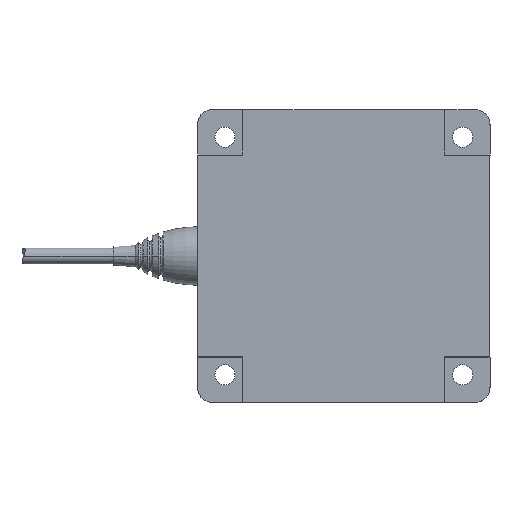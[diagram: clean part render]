
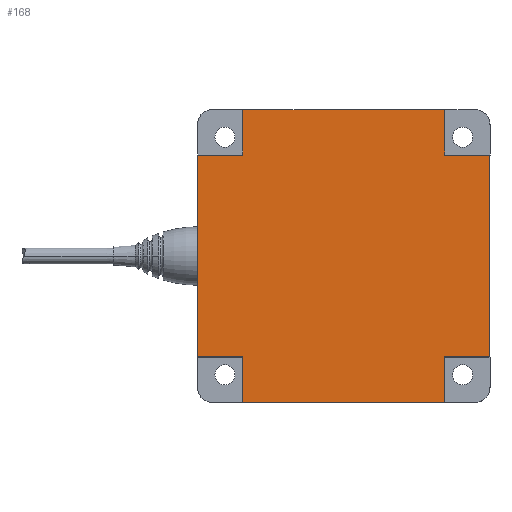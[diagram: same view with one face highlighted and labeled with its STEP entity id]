
A CAD part, front view. The second image highlights one B-rep face of the part: STEP entity #168.
In plain terms, the highlighted planar face has unit normal (0, -1, 0).
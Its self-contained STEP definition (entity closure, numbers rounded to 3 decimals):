
#168=ADVANCED_FACE('',(#439),#440,.T.);
#439=FACE_OUTER_BOUND('',#723,.T.);
#440=PLANE('',#724);
#723=EDGE_LOOP('',(#1789,#1790,#1791,#1792,#1793,#1794,#1795,#1796,#1797,#1798,#1799,#1800));
#724=AXIS2_PLACEMENT_3D('',#1801,#1802,#1803);
#1789=ORIENTED_EDGE('',*,*,#2237,.F.);
#1790=ORIENTED_EDGE('',*,*,#2248,.T.);
#1791=ORIENTED_EDGE('',*,*,#2249,.T.);
#1792=ORIENTED_EDGE('',*,*,#2049,.T.);
#1793=ORIENTED_EDGE('',*,*,#2250,.F.);
#1794=ORIENTED_EDGE('',*,*,#2251,.T.);
#1795=ORIENTED_EDGE('',*,*,#2252,.F.);
#1796=ORIENTED_EDGE('',*,*,#2253,.F.);
#1797=ORIENTED_EDGE('',*,*,#2254,.F.);
#1798=ORIENTED_EDGE('',*,*,#2223,.T.);
#1799=ORIENTED_EDGE('',*,*,#2255,.T.);
#1800=ORIENTED_EDGE('',*,*,#2246,.F.);
#1801=CARTESIAN_POINT('',(39.999,0.3,-50.0));
#1802=DIRECTION('',(0.0,-1.0,0.0));
#1803=DIRECTION('',(1.0,0.0,0.0));
#2049=EDGE_CURVE('',#2548,#2546,#2549,.T.);
#2223=EDGE_CURVE('',#2822,#2820,#2823,.T.);
#2237=EDGE_CURVE('',#2841,#2843,#2844,.T.);
#2246=EDGE_CURVE('',#2843,#2857,#2858,.T.);
#2248=EDGE_CURVE('',#2841,#2860,#2861,.T.);
#2249=EDGE_CURVE('',#2860,#2548,#2862,.T.);
#2250=EDGE_CURVE('',#2863,#2546,#2864,.T.);
#2251=EDGE_CURVE('',#2863,#2865,#2866,.T.);
#2252=EDGE_CURVE('',#2867,#2865,#2868,.T.);
#2253=EDGE_CURVE('',#2869,#2867,#2870,.T.);
#2254=EDGE_CURVE('',#2822,#2869,#2871,.T.);
#2255=EDGE_CURVE('',#2820,#2857,#2872,.T.);
#2546=VERTEX_POINT('',#3310);
#2548=VERTEX_POINT('',#3313);
#2549=LINE('',#3314,#3315);
#2820=VERTEX_POINT('',#3833);
#2822=VERTEX_POINT('',#3836);
#2823=LINE('',#3837,#3838);
#2841=VERTEX_POINT('',#3864);
#2843=VERTEX_POINT('',#3867);
#2844=LINE('',#3868,#3869);
#2857=VERTEX_POINT('',#3913);
#2858=LINE('',#3914,#3915);
#2860=VERTEX_POINT('',#3918);
#2861=LINE('',#3919,#3920);
#2862=LINE('',#3921,#3922);
#2863=VERTEX_POINT('',#3923);
#2864=LINE('',#3924,#3925);
#2865=VERTEX_POINT('',#3926);
#2866=LINE('',#3927,#3928);
#2867=VERTEX_POINT('',#3929);
#2868=LINE('',#3930,#3931);
#2869=VERTEX_POINT('',#3932);
#2870=LINE('',#3933,#3934);
#2871=LINE('',#3935,#3936);
#2872=LINE('',#3937,#3938);
#3310=CARTESIAN_POINT('',(79.998,0.3,27.619));
#3313=CARTESIAN_POINT('',(79.998,0.3,-27.624));
#3314=CARTESIAN_POINT('',(79.998,0.3,-25.001));
#3315=VECTOR('',#4263,1.0);
#3833=CARTESIAN_POINT('',(0.003,0.3,-27.624));
#3836=CARTESIAN_POINT('',(0.003,0.3,27.619));
#3837=CARTESIAN_POINT('',(0.003,0.3,-25.001));
#3838=VECTOR('',#4563,1.0);
#3864=CARTESIAN_POINT('',(67.621,0.3,-40.0));
#3867=CARTESIAN_POINT('',(12.376,0.3,-40.0));
#3868=CARTESIAN_POINT('',(39.999,0.3,-40.0));
#3869=VECTOR('',#4585,1.0);
#3913=CARTESIAN_POINT('',(12.376,0.3,-27.624));
#3914=CARTESIAN_POINT('',(12.376,0.3,-50.0));
#3915=VECTOR('',#4595,1.0);
#3918=CARTESIAN_POINT('',(67.621,0.3,-27.624));
#3919=CARTESIAN_POINT('',(67.621,0.3,-50.0));
#3920=VECTOR('',#4597,1.0);
#3921=CARTESIAN_POINT('',(-10.,0.3,-27.624));
#3922=VECTOR('',#4598,1.0);
#3923=CARTESIAN_POINT('',(67.621,0.3,27.619));
#3924=CARTESIAN_POINT('',(-10.0,0.3,27.619));
#3925=VECTOR('',#4599,1.0);
#3926=CARTESIAN_POINT('',(67.621,0.3,39.997));
#3927=CARTESIAN_POINT('',(67.621,0.3,-50.0));
#3928=VECTOR('',#4600,1.0);
#3929=CARTESIAN_POINT('',(12.376,0.3,39.997));
#3930=CARTESIAN_POINT('',(14.999,0.3,39.997));
#3931=VECTOR('',#4601,1.0);
#3932=CARTESIAN_POINT('',(12.376,0.3,27.619));
#3933=CARTESIAN_POINT('',(12.376,0.3,-50.0));
#3934=VECTOR('',#4602,1.0);
#3935=CARTESIAN_POINT('',(-10.0,0.3,27.619));
#3936=VECTOR('',#4603,1.0);
#3937=CARTESIAN_POINT('',(-10.,0.3,-27.624));
#3938=VECTOR('',#4604,1.0);
#4263=DIRECTION('',(0.,0.,1.0));
#4563=DIRECTION('',(0.,0.,-1.0));
#4585=DIRECTION('',(-1.0,-0.0,-0.0));
#4595=DIRECTION('',(0.0,0.0,1.0));
#4597=DIRECTION('',(0.0,0.0,1.0));
#4598=DIRECTION('',(1.0,0.0,0.));
#4599=DIRECTION('',(1.0,0.0,0.));
#4600=DIRECTION('',(0.0,0.0,1.0));
#4601=DIRECTION('',(1.0,0.0,0.));
#4602=DIRECTION('',(0.0,0.0,1.0));
#4603=DIRECTION('',(1.0,0.0,0.));
#4604=DIRECTION('',(1.0,0.0,0.));
